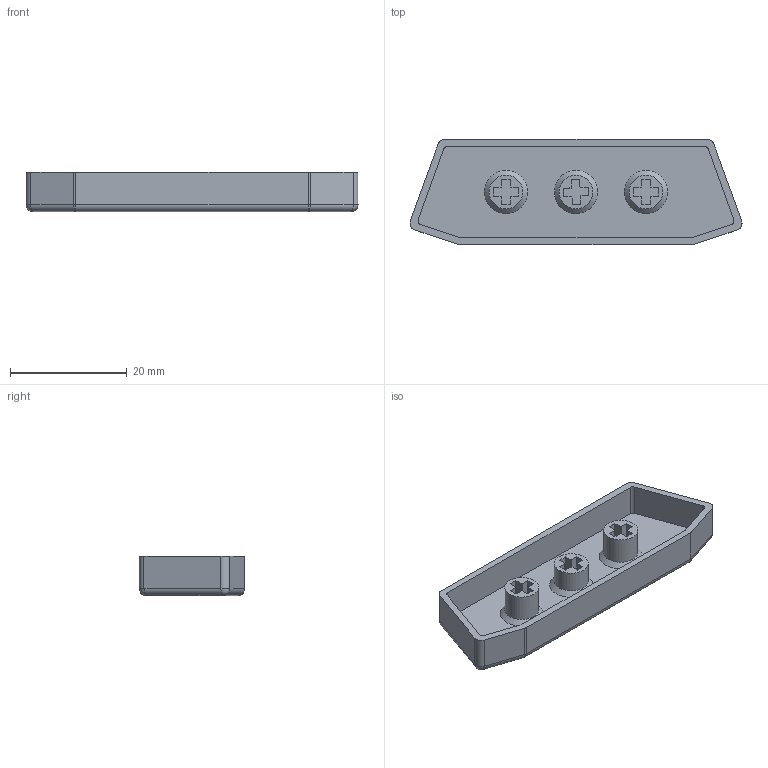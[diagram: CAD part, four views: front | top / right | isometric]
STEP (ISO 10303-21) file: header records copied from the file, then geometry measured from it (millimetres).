
FILE_DESCRIPTION(('HOOPS Exchange Step'),'2;1');
FILE_NAME('temp_export','2023-11-26T15:25:10-05:00',('jscotto'),('Shapr3D Limited'),'HOOPS Exchange 2023.2','Shapr3D','Authorized');
FILE_SCHEMA( ('AUTOMOTIVE_DESIGN { 1 0 10303 214 1 1 1 1 }') );
Length unit declared in the file: millimetre
Products named in the file (1): Keycap (2.00u)
Bounding box: 56.9 x 18.05 x 6.7 mm (x, y, z)
Volume: 2225.7 mm3; surface area: 3918.3 mm2
Topology: 1 solids, 1 shells, 101 faces, 267 edges, 168 vertices
Faces by surface type: plane 57, cylinder 34, sphere 7, cone 3
Full cylindrical faces by diameter (mm): 5.8 x3
Entity records: 3089 total; most frequent: DIRECTION 543, CARTESIAN_POINT 530, ORIENTED_EDGE 520, EDGE_CURVE 260, AXIS2_PLACEMENT_3D 181, VECTOR 181, LINE 181, VERTEX_POINT 168
